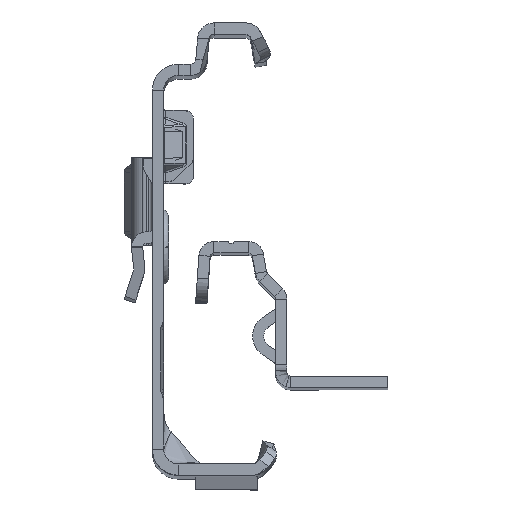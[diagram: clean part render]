
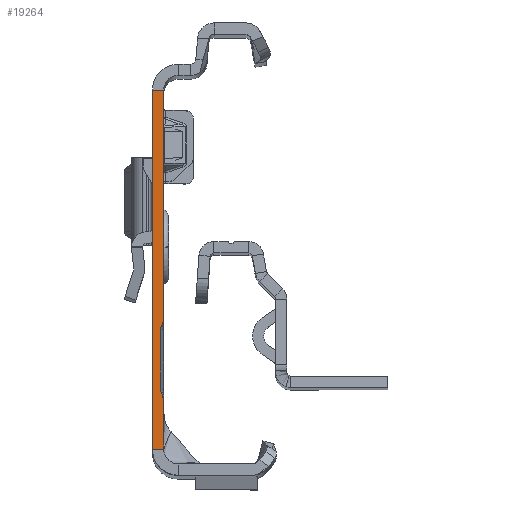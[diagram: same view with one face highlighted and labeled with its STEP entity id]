
A CAD part, top view. The second image highlights one B-rep face of the part: STEP entity #19264.
In plain terms, the highlighted planar face has unit normal (0, 0, 1).
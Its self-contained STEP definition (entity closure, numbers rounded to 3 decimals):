
#465 = ORIENTED_EDGE ( 'NONE', *, *, #4057, .F. ) ;
#469 = CARTESIAN_POINT ( 'NONE',  ( -1.5, 24.135, 0. ) ) ;
#953 = ORIENTED_EDGE ( 'NONE', *, *, #18019, .F. ) ;
#1129 = CARTESIAN_POINT ( 'NONE',  ( -0.4, -17.865, 0. ) ) ;
#1285 = ORIENTED_EDGE ( 'NONE', *, *, #8901, .F. ) ;
#1341 = DIRECTION ( 'NONE',  ( 0., 0., 1. ) ) ;
#1886 = ORIENTED_EDGE ( 'NONE', *, *, #26803, .F. ) ;
#2266 = VERTEX_POINT ( 'NONE', #8972 ) ;
#2300 = VERTEX_POINT ( 'NONE', #21500 ) ;
#2346 = CARTESIAN_POINT ( 'NONE',  ( 0., 24.135, 0. ) ) ;
#2399 = VERTEX_POINT ( 'NONE', #16185 ) ;
#2466 = AXIS2_PLACEMENT_3D ( 'NONE', #5038, #21661, #25889 ) ;
#3309 = AXIS2_PLACEMENT_3D ( 'NONE', #18859, #22634, #16656 ) ;
#3388 = ORIENTED_EDGE ( 'NONE', *, *, #18054, .F. ) ;
#3830 = EDGE_CURVE ( 'NONE', #2399, #19747, #26326, .T. ) ;
#4057 = EDGE_CURVE ( 'NONE', #2266, #21859, #20848, .T. ) ;
#4241 = DIRECTION ( 'NONE',  ( 0., -1., 0. ) ) ;
#4584 = ORIENTED_EDGE ( 'NONE', *, *, #14142, .F. ) ;
#4629 = CARTESIAN_POINT ( 'NONE',  ( -0.234, -9.288, 0. ) ) ;
#4937 = CARTESIAN_POINT ( 'NONE',  ( 0., -25.865, 0. ) ) ;
#4987 = VECTOR ( 'NONE', #19653, 1000. ) ;
#5038 = CARTESIAN_POINT ( 'NONE',  ( -2.5, -8.231, 0. ) ) ;
#5322 = CARTESIAN_POINT ( 'NONE',  ( 0., -19.499, 0. ) ) ;
#5439 = FACE_OUTER_BOUND ( 'NONE', #24660, .T. ) ;
#6047 = VERTEX_POINT ( 'NONE', #20903 ) ;
#6398 = CARTESIAN_POINT ( 'NONE',  ( -0.4, -9.865, 0. ) ) ;
#6460 = CARTESIAN_POINT ( 'NONE',  ( 0., 24.135, 0. ) ) ;
#6536 = DIRECTION ( 'NONE',  ( 0., -1., 0. ) ) ;
#7227 = LINE ( 'NONE', #23843, #4987 ) ;
#7512 = VECTOR ( 'NONE', #21389, 1000. ) ;
#7641 = VERTEX_POINT ( 'NONE', #13402 ) ;
#7699 = CARTESIAN_POINT ( 'NONE',  ( -0.4, -9.865, 0. ) ) ;
#8139 = DIRECTION ( 'NONE',  ( 0., 0., -1. ) ) ;
#8577 = LINE ( 'NONE', #6398, #9947 ) ;
#8901 = EDGE_CURVE ( 'NONE', #16450, #11775, #8577, .T. ) ;
#8972 = CARTESIAN_POINT ( 'NONE',  ( -0.234, -9.288, 0. ) ) ;
#9149 = EDGE_CURVE ( 'NONE', #21859, #16450, #17804, .T. ) ;
#9393 = DIRECTION ( 'NONE',  ( 0., 0., 1. ) ) ;
#9805 = ORIENTED_EDGE ( 'NONE', *, *, #3830, .F. ) ;
#9943 = PLANE ( 'NONE',  #12047 ) ;
#9947 = VECTOR ( 'NONE', #6536, 1000. ) ;
#9956 = ORIENTED_EDGE ( 'NONE', *, *, #11640, .T. ) ;
#10295 = CIRCLE ( 'NONE', #2466, 2.5 ) ;
#10838 = DIRECTION ( 'NONE',  ( 0., -1., 0. ) ) ;
#11640 = EDGE_CURVE ( 'NONE', #6047, #19747, #20904, .T. ) ;
#11650 = EDGE_CURVE ( 'NONE', #7641, #2300, #12603, .T. ) ;
#11719 = AXIS2_PLACEMENT_3D ( 'NONE', #16073, #9393, #22451 ) ;
#11775 = VERTEX_POINT ( 'NONE', #1129 ) ;
#12047 = AXIS2_PLACEMENT_3D ( 'NONE', #13765, #1341, #18267 ) ;
#12212 = VERTEX_POINT ( 'NONE', #5322 ) ;
#12425 = VECTOR ( 'NONE', #4241, 1000. ) ;
#12603 = LINE ( 'NONE', #6460, #21468 ) ;
#13402 = CARTESIAN_POINT ( 'NONE',  ( 0., 22.135, 0. ) ) ;
#13620 = CARTESIAN_POINT ( 'NONE',  ( -0.306, -9.443, 0. ) ) ;
#13765 = CARTESIAN_POINT ( 'NONE',  ( -1.5, 24.135, 0. ) ) ;
#14142 = EDGE_CURVE ( 'NONE', #15618, #24149, #23704, .T. ) ;
#14412 = ORIENTED_EDGE ( 'NONE', *, *, #11650, .F. ) ;
#14984 = ORIENTED_EDGE ( 'NONE', *, *, #19132, .F. ) ;
#15618 = VERTEX_POINT ( 'NONE', #19150 ) ;
#15694 = DIRECTION ( 'NONE',  ( -1., 0., 0. ) ) ;
#15713 = ORIENTED_EDGE ( 'NONE', *, *, #17192, .T. ) ;
#15819 = AXIS2_PLACEMENT_3D ( 'NONE', #22313, #8139, #24504 ) ;
#16073 = CARTESIAN_POINT ( 'NONE',  ( 0.6, -9.865, 0. ) ) ;
#16145 = ORIENTED_EDGE ( 'NONE', *, *, #9149, .F. ) ;
#16185 = CARTESIAN_POINT ( 'NONE',  ( 0., -25.865, 0. ) ) ;
#16360 = CIRCLE ( 'NONE', #3309, 1. ) ;
#16450 = VERTEX_POINT ( 'NONE', #7699 ) ;
#16656 = DIRECTION ( 'NONE',  ( 1., 0., 0. ) ) ;
#17192 = EDGE_CURVE ( 'NONE', #7641, #6047, #7227, .T. ) ;
#17457 = DIRECTION ( 'NONE',  ( 0.423, -0.906, 0. ) ) ;
#17804 = CIRCLE ( 'NONE', #11719, 1. ) ;
#18019 = EDGE_CURVE ( 'NONE', #11775, #15618, #16360, .T. ) ;
#18054 = EDGE_CURVE ( 'NONE', #12212, #2399, #22904, .T. ) ;
#18267 = DIRECTION ( 'NONE',  ( 0., -1., 0. ) ) ;
#18859 = CARTESIAN_POINT ( 'NONE',  ( 0.6, -17.865, 0. ) ) ;
#18982 = VECTOR ( 'NONE', #15694, 1000. ) ;
#19132 = EDGE_CURVE ( 'NONE', #2300, #2266, #10295, .T. ) ;
#19150 = CARTESIAN_POINT ( 'NONE',  ( -0.306, -18.288, 0. ) ) ;
#19264 = ADVANCED_FACE ( 'NONE', ( #5439 ), #9943, .T. ) ;
#19653 = DIRECTION ( 'NONE',  ( -1., 0., 0. ) ) ;
#19706 = CARTESIAN_POINT ( 'NONE',  ( -0.234, -18.442, 0. ) ) ;
#19747 = VERTEX_POINT ( 'NONE', #24478 ) ;
#19753 = VECTOR ( 'NONE', #17457, 1000. ) ;
#20455 = VECTOR ( 'NONE', #25124, 1000. ) ;
#20848 = LINE ( 'NONE', #4629, #7512 ) ;
#20903 = CARTESIAN_POINT ( 'NONE',  ( -1.5, 22.135, 0. ) ) ;
#20904 = LINE ( 'NONE', #469, #20455 ) ;
#21389 = DIRECTION ( 'NONE',  ( -0.423, -0.906, 0. ) ) ;
#21468 = VECTOR ( 'NONE', #10838, 1000. ) ;
#21500 = CARTESIAN_POINT ( 'NONE',  ( 0., -8.231, 0. ) ) ;
#21661 = DIRECTION ( 'NONE',  ( 0., 0., -1. ) ) ;
#21795 = CARTESIAN_POINT ( 'NONE',  ( -0.234, -18.442, 0. ) ) ;
#21859 = VERTEX_POINT ( 'NONE', #13620 ) ;
#22313 = CARTESIAN_POINT ( 'NONE',  ( -2.5, -19.499, 0. ) ) ;
#22451 = DIRECTION ( 'NONE',  ( -1., 0., 0. ) ) ;
#22634 = DIRECTION ( 'NONE',  ( 0., 0., 1. ) ) ;
#22904 = LINE ( 'NONE', #2346, #12425 ) ;
#23704 = LINE ( 'NONE', #21795, #19753 ) ;
#23843 = CARTESIAN_POINT ( 'NONE',  ( 0., 22.135, 0. ) ) ;
#24149 = VERTEX_POINT ( 'NONE', #19706 ) ;
#24478 = CARTESIAN_POINT ( 'NONE',  ( -1.5, -25.865, 0. ) ) ;
#24504 = DIRECTION ( 'NONE',  ( 1., 0., 0. ) ) ;
#24660 = EDGE_LOOP ( 'NONE', ( #14984, #14412, #15713, #9956, #9805, #3388, #1886, #4584, #953, #1285, #16145, #465 ) ) ;
#25124 = DIRECTION ( 'NONE',  ( 0., -1., 0. ) ) ;
#25889 = DIRECTION ( 'NONE',  ( -1., 0., 0. ) ) ;
#26263 = CIRCLE ( 'NONE', #15819, 2.5 ) ;
#26326 = LINE ( 'NONE', #4937, #18982 ) ;
#26803 = EDGE_CURVE ( 'NONE', #24149, #12212, #26263, .T. ) ;
